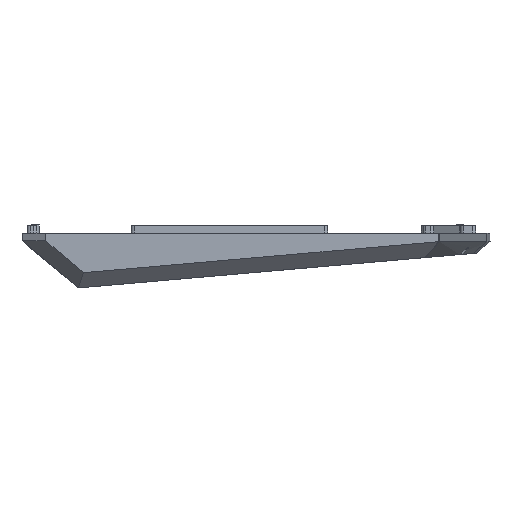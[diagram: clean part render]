
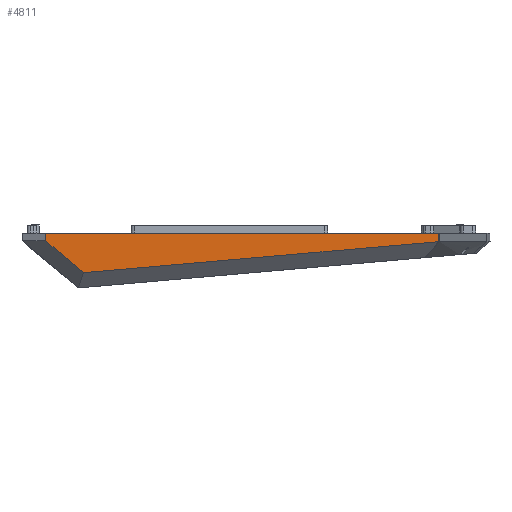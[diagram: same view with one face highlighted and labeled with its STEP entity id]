
A CAD part, left-side view. The second image highlights one B-rep face of the part: STEP entity #4811.
In plain terms, the highlighted planar face has unit normal (-1, 0, 0).
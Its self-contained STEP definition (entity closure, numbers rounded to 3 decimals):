
#25=CARTESIAN_POINT('',(-217.481,-61.79,66.115));
#98=DIRECTION('',(0.,1.,0.));
#99=VECTOR('',#98,129.765);
#100=CARTESIAN_POINT('',(-217.481,-61.79,68.941));
#101=LINE('',#100,#99);
#689=DIRECTION('',(0.,0.,-1.));
#690=VECTOR('',#689,2.826);
#691=CARTESIAN_POINT('',(-217.481,-61.79,68.941));
#692=LINE('',#691,#690);
#693=DIRECTION('',(0.,0.996,-0.087));
#694=VECTOR('',#693,117.69);
#695=CARTESIAN_POINT('',(-217.481,-61.79,66.115));
#696=LINE('',#695,#694);
#697=DIRECTION('',(0.,0.766,0.642));
#698=VECTOR('',#697,16.34);
#699=CARTESIAN_POINT('',(-217.481,55.453,55.857));
#700=LINE('',#699,#698);
#701=DIRECTION('',(0.,0.,1.));
#702=VECTOR('',#701,2.587);
#703=CARTESIAN_POINT('',(-217.481,67.975,66.354));
#704=LINE('',#703,#702);
#3473=VERTEX_POINT('',#25);
#3474=CARTESIAN_POINT('',(-217.481,-61.79,
68.941));
#3475=VERTEX_POINT('',#3474);
#3490=CARTESIAN_POINT('',(-217.481,67.975,68.941));
#3491=VERTEX_POINT('',#3490);
#3789=CARTESIAN_POINT('',(-217.481,55.453,55.857));
#3790=VERTEX_POINT('',#3789);
#3791=CARTESIAN_POINT('',(-217.481,67.975,66.354));
#3792=VERTEX_POINT('',#3791);
#4796=CARTESIAN_POINT('',(-217.481,-5.747,
61.948));
#4797=DIRECTION('',(1.,0.,0.));
#4798=DIRECTION('',(0.,0.,-1.));
#4799=AXIS2_PLACEMENT_3D('',#4796,#4797,#4798);
#4800=PLANE('',#4799);
#4801=ORIENTED_EDGE('',*,*,#4372,.T.);
#4803=ORIENTED_EDGE('',*,*,#4802,.T.);
#4805=ORIENTED_EDGE('',*,*,#4804,.T.);
#4807=ORIENTED_EDGE('',*,*,#4806,.T.);
#4808=ORIENTED_EDGE('',*,*,#4459,.F.);
#4809=EDGE_LOOP('',(#4801,#4803,#4805,#4807,#4808));
#4810=FACE_OUTER_BOUND('',#4809,.F.);
#4811=ADVANCED_FACE('',(#4810),#4800,.F.);
#4372=EDGE_CURVE('',#3475,#3473,#692,.T.);
#4459=EDGE_CURVE('',#3475,#3491,#101,.T.);
#4802=EDGE_CURVE('',#3473,#3790,#696,.T.);
#4804=EDGE_CURVE('',#3790,#3792,#700,.T.);
#4806=EDGE_CURVE('',#3792,#3491,#704,.T.);
